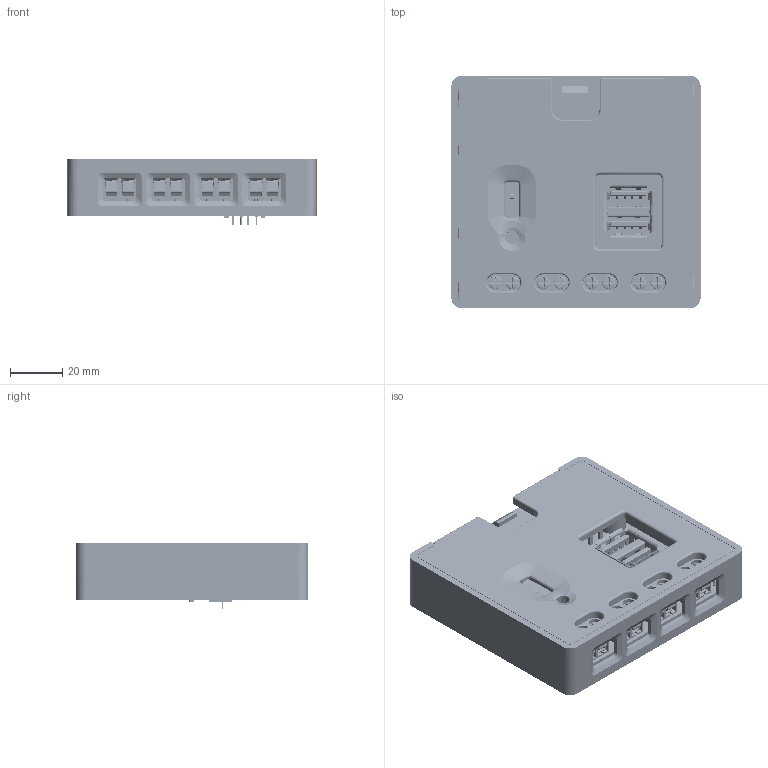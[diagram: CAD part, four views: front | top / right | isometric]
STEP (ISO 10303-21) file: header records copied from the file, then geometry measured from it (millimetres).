
FILE_DESCRIPTION(('FreeCAD Model'),'2;1');
FILE_NAME('Open CASCADE Shape Model','2025-05-03T16:52:45',('FreeCAD'),( 'FreeCAD'),'Open CASCADE STEP processor 7.6','FreeCAD','Unknown');
FILE_SCHEMA(('AUTOMOTIVE_DESIGN { 1 0 10303 214 1 1 1 1 }'));
Products named in the file (1): Open CASCADE STEP translator 7.6 1
Bounding box: 95.2 x 88.77 x 25.18 mm (x, y, z)
Volume: 86501.1 mm3; surface area: 92279 mm2
Topology: 72 solids, 72 shells, 5942 faces, 15093 edges, 9119 vertices
Faces by surface type: bspline 5942
Entity records: 264520 total; most frequent: CARTESIAN_POINT 180140, ORIENTED_EDGE 29802, EDGE_CURVE 14901, B_SPLINE_CURVE_WITH_KNOTS 9773, VERTEX_POINT 9119, FACE_BOUND 6104, EDGE_LOOP 6104, ADVANCED_FACE 5942
